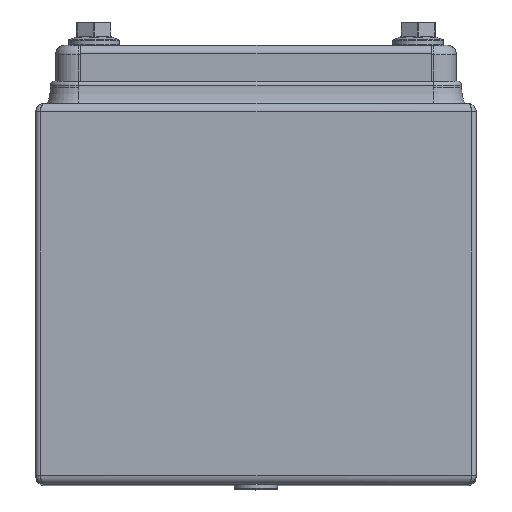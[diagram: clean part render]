
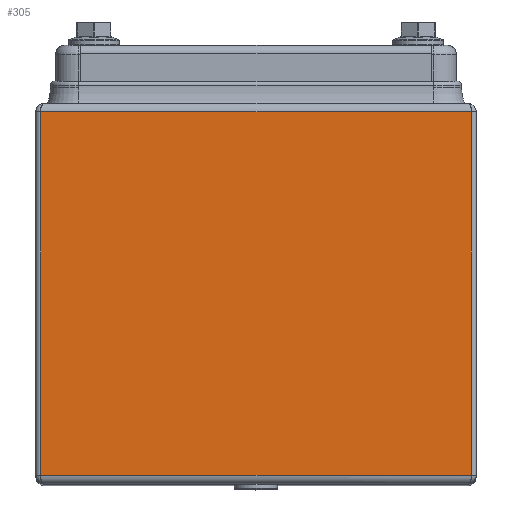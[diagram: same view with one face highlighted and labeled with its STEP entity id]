
A CAD part, top view. The second image highlights one B-rep face of the part: STEP entity #305.
In plain terms, the highlighted face is planar.
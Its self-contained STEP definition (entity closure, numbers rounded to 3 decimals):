
#305 = ADVANCED_FACE ( 'NONE', ( #20881 ), #21632, .F. ) ;
#845 = LINE ( 'NONE', #1720, #22610 ) ;
#1647 = CARTESIAN_POINT ( 'NONE',  ( 100.25, -49.179, -85. ) ) ;
#1720 = CARTESIAN_POINT ( 'NONE',  ( 100.25, 49.179, -85. ) ) ;
#2725 = VERTEX_POINT ( 'NONE', #2981 ) ;
#2812 = DIRECTION ( 'NONE',  ( 0., 0., -1. ) ) ;
#2981 = CARTESIAN_POINT ( 'NONE',  ( 100.25, -49.179, -85. ) ) ;
#3760 = VECTOR ( 'NONE', #5263, 1000. ) ;
#4311 = ORIENTED_EDGE ( 'NONE', *, *, #11404, .T. ) ;
#5263 = DIRECTION ( 'NONE',  ( 0., 1., 0. ) ) ;
#6179 = CARTESIAN_POINT ( 'NONE',  ( 100.25, -1052.75, -85. ) ) ;
#6224 = CARTESIAN_POINT ( 'NONE',  ( 100.25, -49.179, -2. ) ) ;
#8086 = VERTEX_POINT ( 'NONE', #19843 ) ;
#9866 = ORIENTED_EDGE ( 'NONE', *, *, #23686, .F. ) ;
#10176 = DIRECTION ( 'NONE',  ( 0., 0., -1. ) ) ;
#10284 = ORIENTED_EDGE ( 'NONE', *, *, #23886, .F. ) ;
#11140 = CARTESIAN_POINT ( 'NONE',  ( 100.25, -1052.75, -85. ) ) ;
#11404 = EDGE_CURVE ( 'NONE', #2725, #24945, #25860, .T. ) ;
#13479 = ORIENTED_EDGE ( 'NONE', *, *, #26810, .F. ) ;
#13577 = CARTESIAN_POINT ( 'NONE',  ( 100.25, -1052.75, -2. ) ) ;
#14665 = AXIS2_PLACEMENT_3D ( 'NONE', #11140, #15379, #2812 ) ;
#15379 = DIRECTION ( 'NONE',  ( -1., 0., 0. ) ) ;
#15408 = EDGE_LOOP ( 'NONE', ( #13479, #9866, #10284, #4311 ) ) ;
#15874 = VECTOR ( 'NONE', #20616, 1000. ) ;
#19832 = VERTEX_POINT ( 'NONE', #6224 ) ;
#19843 = CARTESIAN_POINT ( 'NONE',  ( 100.25, 49.179, -2. ) ) ;
#20616 = DIRECTION ( 'NONE',  ( 0., 0., 1. ) ) ;
#20881 = FACE_OUTER_BOUND ( 'NONE', #15408, .T. ) ;
#20886 = DIRECTION ( 'NONE',  ( 0., 1., 0. ) ) ;
#21477 = LINE ( 'NONE', #1647, #15874 ) ;
#21632 = PLANE ( 'NONE',  #14665 ) ;
#22038 = CARTESIAN_POINT ( 'NONE',  ( 100.25, 49.179, -85. ) ) ;
#22610 = VECTOR ( 'NONE', #10176, 1000. ) ;
#23686 = EDGE_CURVE ( 'NONE', #19832, #8086, #26106, .T. ) ;
#23886 = EDGE_CURVE ( 'NONE', #2725, #19832, #21477, .T. ) ;
#24945 = VERTEX_POINT ( 'NONE', #22038 ) ;
#25860 = LINE ( 'NONE', #6179, #26525 ) ;
#26106 = LINE ( 'NONE', #13577, #3760 ) ;
#26525 = VECTOR ( 'NONE', #20886, 1000. ) ;
#26810 = EDGE_CURVE ( 'NONE', #8086, #24945, #845, .T. ) ;
